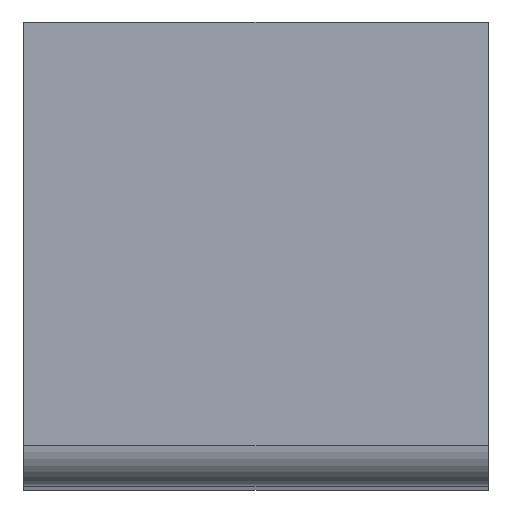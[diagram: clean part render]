
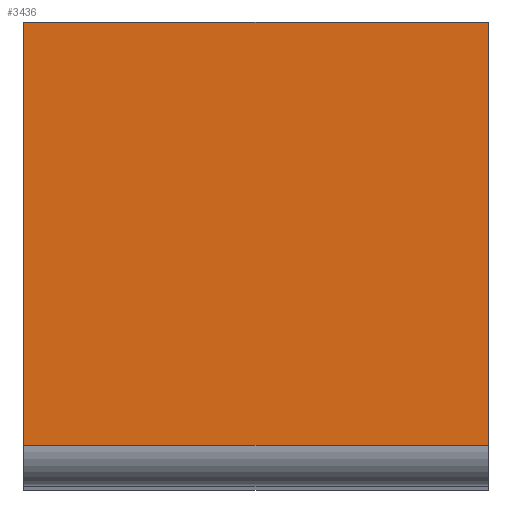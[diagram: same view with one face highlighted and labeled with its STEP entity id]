
A CAD part, top view. The second image highlights one B-rep face of the part: STEP entity #3436.
In plain terms, the highlighted planar face has unit normal (0, 0, 1).
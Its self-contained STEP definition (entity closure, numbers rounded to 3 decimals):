
#100=CARTESIAN_POINT('',(-20.0,-16.5,100.0));
#101=VERTEX_POINT('',#100);
#109=CARTESIAN_POINT('',(-20.0,20.0,100.0));
#110=VERTEX_POINT('',#109);
#111=CARTESIAN_POINT('',(-20.0,-16.5,100.0));
#112=DIRECTION('',(0.0,1.0,0.0));
#113=VECTOR('',#112,36.5);
#114=LINE('',#111,#113);
#115=EDGE_CURVE('',#101,#110,#114,.T.);
#264=CARTESIAN_POINT('',(20.0,-16.5,100.0));
#265=VERTEX_POINT('',#264);
#273=CARTESIAN_POINT('',(20.0,-16.5,100.0));
#274=DIRECTION('',(-1.0,0.0,0.0));
#275=VECTOR('',#274,40.0);
#276=LINE('',#273,#275);
#277=EDGE_CURVE('',#265,#101,#276,.T.);
#1567=CARTESIAN_POINT('',(20.0,20.0,100.0));
#1568=VERTEX_POINT('',#1567);
#1575=CARTESIAN_POINT('',(20.0,20.0,100.0));
#1576=DIRECTION('',(0.0,-1.0,0.0));
#1577=VECTOR('',#1576,36.5);
#1578=LINE('',#1575,#1577);
#1579=EDGE_CURVE('',#1568,#265,#1578,.T.);
#2484=CARTESIAN_POINT('',(-20.0,20.0,100.0));
#2485=DIRECTION('',(1.0,0.0,0.0));
#2486=VECTOR('',#2485,40.0);
#2487=LINE('',#2484,#2486);
#2488=EDGE_CURVE('',#110,#1568,#2487,.T.);
#3425=CARTESIAN_POINT('',(0.0,0.,100.0));
#3426=DIRECTION('',(0.0,0.0,1.0));
#3427=DIRECTION('',(1.0,0.0,0.0));
#3428=AXIS2_PLACEMENT_3D('',#3425,#3426,#3427);
#3429=PLANE('',#3428);
#3430=ORIENTED_EDGE('',*,*,#277,.F.);
#3431=ORIENTED_EDGE('',*,*,#1579,.F.);
#3432=ORIENTED_EDGE('',*,*,#2488,.F.);
#3433=ORIENTED_EDGE('',*,*,#115,.F.);
#3434=EDGE_LOOP('',(#3430,#3431,#3432,#3433));
#3435=FACE_OUTER_BOUND('',#3434,.T.);
#3436=ADVANCED_FACE('',(#3435),#3429,.T.);
